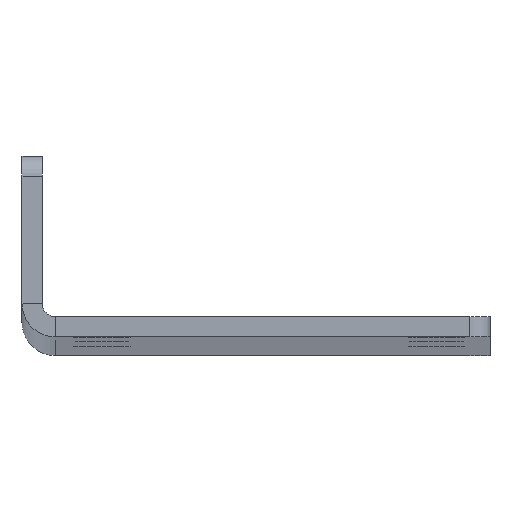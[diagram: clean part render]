
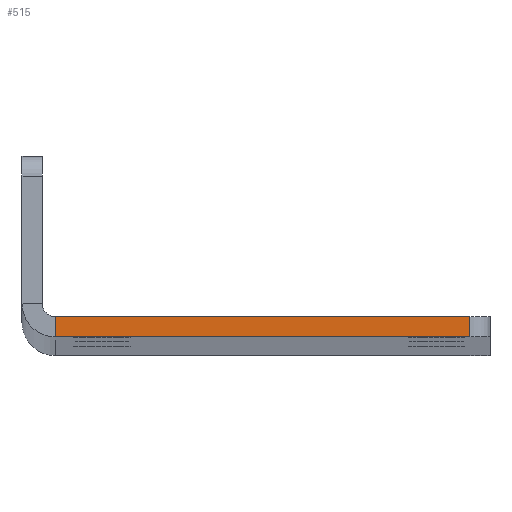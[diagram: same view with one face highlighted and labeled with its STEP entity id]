
A CAD part, top view. The second image highlights one B-rep face of the part: STEP entity #515.
In plain terms, the highlighted planar face has unit normal (0, 0, 1).
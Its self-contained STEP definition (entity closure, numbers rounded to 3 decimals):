
#1 = CARTESIAN_POINT ( 'NONE',  ( 64., -3., 798. ) ) ;
#55 = DIRECTION ( 'NONE',  ( 1., 0., 0. ) ) ;
#198 = DIRECTION ( 'NONE',  ( 0., 1., 0. ) ) ;
#225 = CARTESIAN_POINT ( 'NONE',  ( 64., 0., 798. ) ) ;
#305 = LINE ( 'NONE', #1279, #2160 ) ;
#308 = CARTESIAN_POINT ( 'NONE',  ( 0., -3., 798. ) ) ;
#448 = VERTEX_POINT ( 'NONE', #1363 ) ;
#509 = EDGE_CURVE ( 'NONE', #1205, #2658, #1160, .T. ) ;
#513 = ORIENTED_EDGE ( 'NONE', *, *, #509, .T. ) ;
#515 = ADVANCED_FACE ( 'NONE', ( #685 ), #3071, .T. ) ;
#685 = FACE_OUTER_BOUND ( 'NONE', #1030, .T. ) ;
#942 = EDGE_CURVE ( 'NONE', #3128, #1205, #2471, .T. ) ;
#1030 = EDGE_LOOP ( 'NONE', ( #1102, #513, #3101, #2084 ) ) ;
#1102 = ORIENTED_EDGE ( 'NONE', *, *, #942, .T. ) ;
#1112 = CARTESIAN_POINT ( 'NONE',  ( 2., -3., 798. ) ) ;
#1126 = LINE ( 'NONE', #1913, #2179 ) ;
#1160 = LINE ( 'NONE', #225, #1412 ) ;
#1205 = VERTEX_POINT ( 'NONE', #1 ) ;
#1279 = CARTESIAN_POINT ( 'NONE',  ( 0., 0., 798. ) ) ;
#1335 = EDGE_CURVE ( 'NONE', #448, #2658, #305, .T. ) ;
#1363 = CARTESIAN_POINT ( 'NONE',  ( 2., 0., 798. ) ) ;
#1412 = VECTOR ( 'NONE', #198, 1000. ) ;
#1861 = EDGE_CURVE ( 'NONE', #3128, #448, #1126, .T. ) ;
#1913 = CARTESIAN_POINT ( 'NONE',  ( 2., 0., 798. ) ) ;
#1971 = VECTOR ( 'NONE', #2953, 1000. ) ;
#2084 = ORIENTED_EDGE ( 'NONE', *, *, #1861, .F. ) ;
#2160 = VECTOR ( 'NONE', #55, 1000. ) ;
#2179 = VECTOR ( 'NONE', #2354, 1000. ) ;
#2354 = DIRECTION ( 'NONE',  ( 0., 1., 0. ) ) ;
#2471 = LINE ( 'NONE', #308, #1971 ) ;
#2552 = AXIS2_PLACEMENT_3D ( 'NONE', #2880, #2897, #3129 ) ;
#2658 = VERTEX_POINT ( 'NONE', #3096 ) ;
#2880 = CARTESIAN_POINT ( 'NONE',  ( 0., 0., 798. ) ) ;
#2897 = DIRECTION ( 'NONE',  ( 0., 0., 1. ) ) ;
#2953 = DIRECTION ( 'NONE',  ( 1., 0., 0. ) ) ;
#3071 = PLANE ( 'NONE',  #2552 ) ;
#3096 = CARTESIAN_POINT ( 'NONE',  ( 64., 0., 798. ) ) ;
#3101 = ORIENTED_EDGE ( 'NONE', *, *, #1335, .F. ) ;
#3128 = VERTEX_POINT ( 'NONE', #1112 ) ;
#3129 = DIRECTION ( 'NONE',  ( 1., 0., 0. ) ) ;
